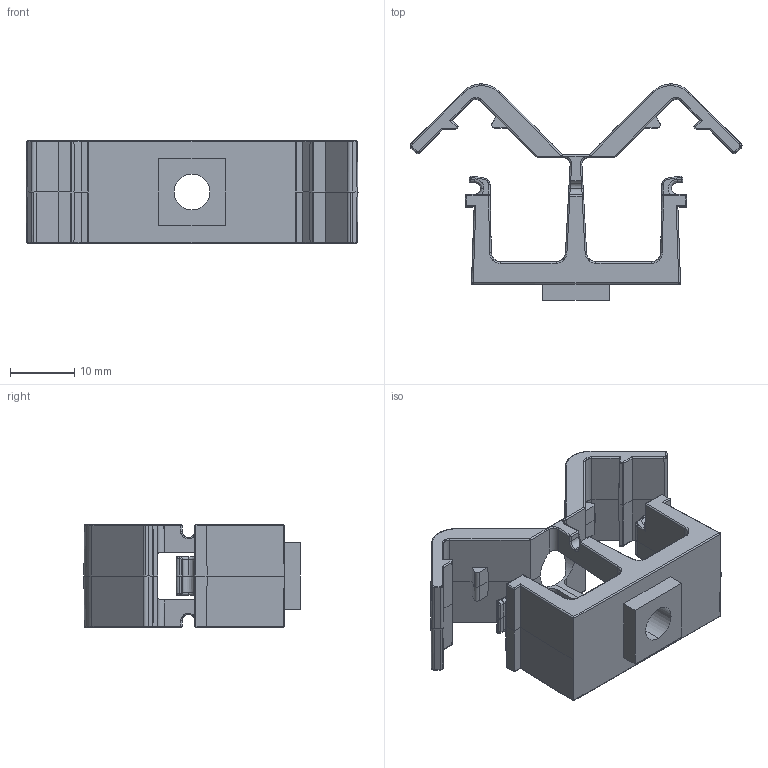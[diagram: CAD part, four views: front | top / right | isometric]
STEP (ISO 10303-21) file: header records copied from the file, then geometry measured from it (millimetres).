
FILE_DESCRIPTION (( 'STEP AP214' ), '1' );
FILE_NAME ('6821010', '2019-01-30T08:35:26', ( '' ), ('JUGARD+KÜNSTNER GmbH'), 'SwSTEP 2.0', 'SolidWorks 2017', '' );
FILE_SCHEMA (( 'AUTOMOTIVE_DESIGN' ));
Length unit declared in the file: millimetre
Products named in the file (1): 6821010
Bounding box: 51.73 x 33.7 x 16 mm (x, y, z)
Volume: 5772 mm3; surface area: 5312.2 mm2
Topology: 1 solids, 1 shells, 431 faces, 1020 edges, 590 vertices
Faces by surface type: cylinder 181, plane 121, bspline 117, cone 12
Entity records: 13831 total; most frequent: CARTESIAN_POINT 5010, ORIENTED_EDGE 2042, DIRECTION 1565, EDGE_CURVE 1021, VERTEX_POINT 591, AXIS2_PLACEMENT_3D 539, LINE 487, VECTOR 487
